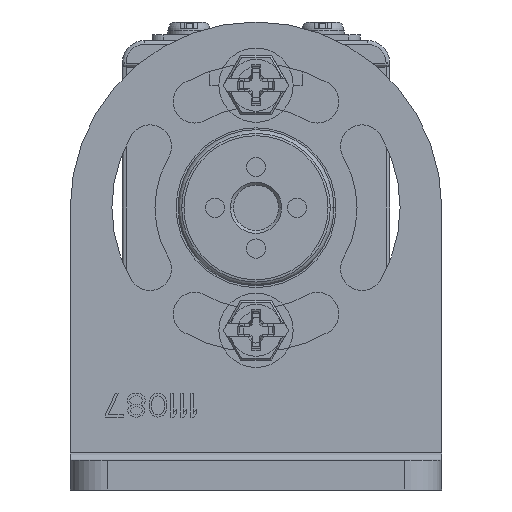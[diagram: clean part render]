
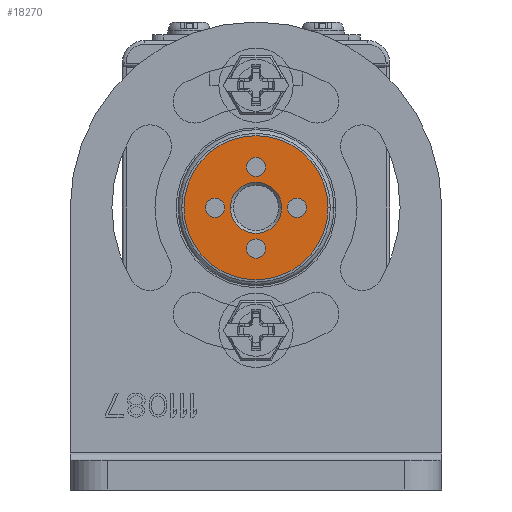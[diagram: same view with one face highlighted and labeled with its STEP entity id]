
A CAD part, front view. The second image highlights one B-rep face of the part: STEP entity #18270.
In plain terms, the highlighted planar face has unit normal (0, -1, 0).
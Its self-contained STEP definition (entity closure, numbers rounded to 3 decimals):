
#3154=CARTESIAN_POINT('',(0.,-814.,22.5));
#3155=DIRECTION('',(0.,-1.,0.));
#3156=DIRECTION('',(-1.,0.,0.));
#3157=AXIS2_PLACEMENT_3D('',#3154,#3155,#3156);
#3159=CARTESIAN_POINT('',(0.,-814.,22.5));
#3160=DIRECTION('',(0.,-1.,0.));
#3161=DIRECTION('',(1.,0.,0.));
#3162=AXIS2_PLACEMENT_3D('',#3159,#3160,#3161);
#3164=CARTESIAN_POINT('',(0.,-814.,22.5));
#3165=DIRECTION('',(0.,1.,0.));
#3166=DIRECTION('',(-1.,0.,0.));
#3167=AXIS2_PLACEMENT_3D('',#3164,#3165,#3166);
#3169=CARTESIAN_POINT('',(0.,-814.,22.5));
#3170=DIRECTION('',(0.,1.,0.));
#3171=DIRECTION('',(1.,0.,0.));
#3172=AXIS2_PLACEMENT_3D('',#3169,#3170,#3171);
#3174=CARTESIAN_POINT('',(0.,-814.,17.));
#3175=DIRECTION('',(0.,-1.,0.));
#3176=DIRECTION('',(-1.,0.,0.));
#3177=AXIS2_PLACEMENT_3D('',#3174,#3175,#3176);
#3179=CARTESIAN_POINT('',(0.,-814.,17.));
#3180=DIRECTION('',(0.,-1.,0.));
#3181=DIRECTION('',(1.,0.,0.));
#3182=AXIS2_PLACEMENT_3D('',#3179,#3180,#3181);
#3184=CARTESIAN_POINT('',(-5.5,-814.,22.5));
#3185=DIRECTION('',(0.,-1.,0.));
#3186=DIRECTION('',(-1.,0.,0.));
#3187=AXIS2_PLACEMENT_3D('',#3184,#3185,#3186);
#3189=CARTESIAN_POINT('',(-5.5,-814.,22.5));
#3190=DIRECTION('',(0.,-1.,0.));
#3191=DIRECTION('',(1.,0.,0.));
#3192=AXIS2_PLACEMENT_3D('',#3189,#3190,#3191);
#3194=CARTESIAN_POINT('',(0.,-814.,28.));
#3195=DIRECTION('',(0.,-1.,0.));
#3196=DIRECTION('',(-1.,0.,0.));
#3197=AXIS2_PLACEMENT_3D('',#3194,#3195,#3196);
#3199=CARTESIAN_POINT('',(0.,-814.,28.));
#3200=DIRECTION('',(0.,-1.,0.));
#3201=DIRECTION('',(1.,0.,0.));
#3202=AXIS2_PLACEMENT_3D('',#3199,#3200,#3201);
#3204=CARTESIAN_POINT('',(5.5,-814.,22.5));
#3205=DIRECTION('',(0.,-1.,0.));
#3206=DIRECTION('',(-1.,0.,0.));
#3207=AXIS2_PLACEMENT_3D('',#3204,#3205,#3206);
#3209=CARTESIAN_POINT('',(5.5,-814.,22.5));
#3210=DIRECTION('',(0.,-1.,0.));
#3211=DIRECTION('',(1.,0.,0.));
#3212=AXIS2_PLACEMENT_3D('',#3209,#3210,#3211);
#13236=CARTESIAN_POINT('',(-9.7,-814.,22.5));
#13237=CARTESIAN_POINT('',(9.7,-814.,22.5));
#13238=VERTEX_POINT('',#13236);
#13239=VERTEX_POINT('',#13237);
#13244=CARTESIAN_POINT('',(-3.45,-814.,22.5));
#13245=CARTESIAN_POINT('',(3.45,-814.,22.5));
#13246=VERTEX_POINT('',#13244);
#13247=VERTEX_POINT('',#13245);
#13264=CARTESIAN_POINT('',(-1.3,-814.,17.));
#13265=CARTESIAN_POINT('',(1.3,-814.,17.));
#13266=VERTEX_POINT('',#13264);
#13267=VERTEX_POINT('',#13265);
#13268=CARTESIAN_POINT('',(-6.8,-814.,22.5));
#13269=CARTESIAN_POINT('',(-4.2,-814.,22.5));
#13270=VERTEX_POINT('',#13268);
#13271=VERTEX_POINT('',#13269);
#13272=CARTESIAN_POINT('',(-1.3,-814.,28.));
#13273=CARTESIAN_POINT('',(1.3,-814.,28.));
#13274=VERTEX_POINT('',#13272);
#13275=VERTEX_POINT('',#13273);
#13276=CARTESIAN_POINT('',(4.2,-814.,22.5));
#13277=CARTESIAN_POINT('',(6.8,-814.,22.5));
#13278=VERTEX_POINT('',#13276);
#13279=VERTEX_POINT('',#13277);
#18230=CARTESIAN_POINT('',(0.,-814.,22.5));
#18231=DIRECTION('',(0.,-1.,0.));
#18232=DIRECTION('',(-1.,0.,0.));
#18233=AXIS2_PLACEMENT_3D('',#18230,#18231,#18232);
#18234=PLANE('',#18233);
#18235=ORIENTED_EDGE('',*,*,#18220,.F.);
#18237=ORIENTED_EDGE('',*,*,#18236,.F.);
#18238=EDGE_LOOP('',(#18235,#18237));
#18239=FACE_OUTER_BOUND('',#18238,.F.);
#18241=ORIENTED_EDGE('',*,*,#18240,.F.);
#18243=ORIENTED_EDGE('',*,*,#18242,.F.);
#18244=EDGE_LOOP('',(#18241,#18243));
#18245=FACE_BOUND('',#18244,.F.);
#18247=ORIENTED_EDGE('',*,*,#18246,.T.);
#18249=ORIENTED_EDGE('',*,*,#18248,.T.);
#18250=EDGE_LOOP('',(#18247,#18249));
#18251=FACE_BOUND('',#18250,.F.);
#18253=ORIENTED_EDGE('',*,*,#18252,.T.);
#18255=ORIENTED_EDGE('',*,*,#18254,.T.);
#18256=EDGE_LOOP('',(#18253,#18255));
#18257=FACE_BOUND('',#18256,.F.);
#18259=ORIENTED_EDGE('',*,*,#18258,.T.);
#18261=ORIENTED_EDGE('',*,*,#18260,.T.);
#18262=EDGE_LOOP('',(#18259,#18261));
#18263=FACE_BOUND('',#18262,.F.);
#18265=ORIENTED_EDGE('',*,*,#18264,.T.);
#18267=ORIENTED_EDGE('',*,*,#18266,.T.);
#18268=EDGE_LOOP('',(#18265,#18267));
#18269=FACE_BOUND('',#18268,.F.);
#18270=ADVANCED_FACE('',(#18239,#18245,#18251,#18257,#18263,#18269),#18234,.T.);
#3158=CIRCLE('',#3157,9.7);
#3163=CIRCLE('',#3162,9.7);
#3168=CIRCLE('',#3167,3.45);
#3173=CIRCLE('',#3172,3.45);
#3178=CIRCLE('',#3177,1.3);
#3183=CIRCLE('',#3182,1.3);
#3188=CIRCLE('',#3187,1.3);
#3193=CIRCLE('',#3192,1.3);
#3198=CIRCLE('',#3197,1.3);
#3203=CIRCLE('',#3202,1.3);
#3208=CIRCLE('',#3207,1.3);
#3213=CIRCLE('',#3212,1.3);
#18220=EDGE_CURVE('',#13238,#13239,#3158,.T.);
#18236=EDGE_CURVE('',#13239,#13238,#3163,.T.);
#18240=EDGE_CURVE('',#13246,#13247,#3168,.T.);
#18242=EDGE_CURVE('',#13247,#13246,#3173,.T.);
#18246=EDGE_CURVE('',#13266,#13267,#3178,.T.);
#18248=EDGE_CURVE('',#13267,#13266,#3183,.T.);
#18252=EDGE_CURVE('',#13270,#13271,#3188,.T.);
#18254=EDGE_CURVE('',#13271,#13270,#3193,.T.);
#18258=EDGE_CURVE('',#13274,#13275,#3198,.T.);
#18260=EDGE_CURVE('',#13275,#13274,#3203,.T.);
#18264=EDGE_CURVE('',#13278,#13279,#3208,.T.);
#18266=EDGE_CURVE('',#13279,#13278,#3213,.T.);
